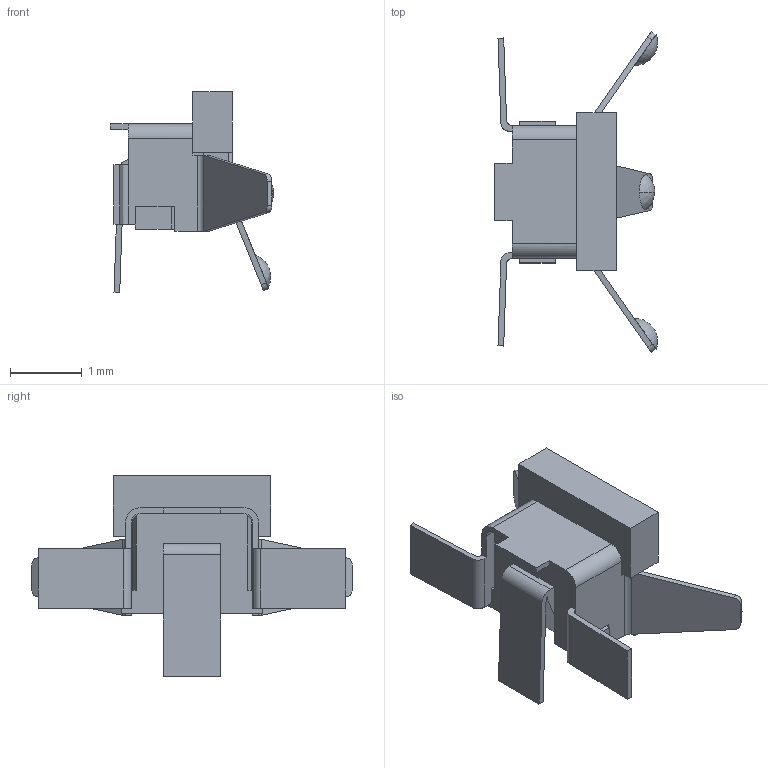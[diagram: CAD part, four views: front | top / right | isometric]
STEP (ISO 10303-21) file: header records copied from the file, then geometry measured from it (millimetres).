
FILE_DESCRIPTION(('STEP AP214'),'1');
FILE_NAME('R107.064.070C.stp','2022-09-14T01:46:04',(' '),(' '),'Spatial InterOp 3D',' ',' ');
FILE_SCHEMA(('AUTOMOTIVE_DESIGN { 1 0 10303 214 1 1 1 1 }'));
Length unit declared in the file: metre
Products named in the file (1): Surface1
Bounding box: 2.28 x 4.47 x 2.8 mm (x, y, z)
Surface area: 40.6 mm2 (no closed solid volume)
Topology: 0 solids, 2 shells, 123 faces, 408 edges, 263 vertices
Faces by surface type: plane 95, cylinder 24, sphere 3, bspline 1
Entity records: 4549 total; most frequent: CARTESIAN_POINT 963, ORIENTED_EDGE 746, DIRECTION 713, EDGE_CURVE 407, LINE 317, VECTOR 317, VERTEX_POINT 263, AXIS2_PLACEMENT_3D 198
